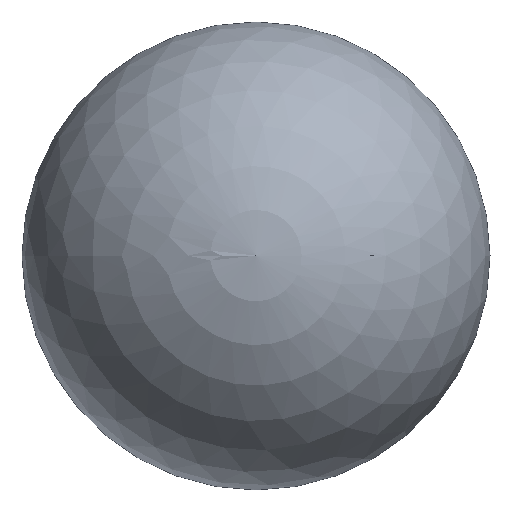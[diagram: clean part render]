
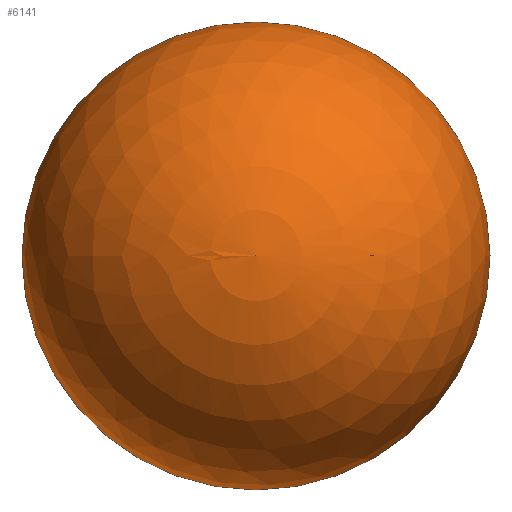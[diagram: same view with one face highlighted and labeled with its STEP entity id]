
A CAD part, top view. The second image highlights one B-rep face of the part: STEP entity #6141.
In plain terms, the highlighted spherical face has radius 500 mm.
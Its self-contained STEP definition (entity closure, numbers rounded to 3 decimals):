
#470 = EDGE_LOOP ( 'NONE', ( #8800 ) ) ;
#780 = EDGE_CURVE ( 'NONE', #4675, #4675, #6827, .T. ) ;
#2199 = SPHERICAL_SURFACE ( 'NONE', #4088, 500. ) ;
#2601 = CARTESIAN_POINT ( 'NONE',  ( 0., 0., 0. ) ) ;
#3325 = DIRECTION ( 'NONE',  ( 0., 0., 1. ) ) ;
#3356 = DIRECTION ( 'NONE',  ( -1., 0., 0. ) ) ;
#3547 = DIRECTION ( 'NONE',  ( -1., 0., 0. ) ) ;
#4088 = AXIS2_PLACEMENT_3D ( 'NONE', #2601, #3325, #3356 ) ;
#4675 = VERTEX_POINT ( 'NONE', #7157 ) ;
#6141 = ADVANCED_FACE ( 'NONE', ( #7441 ), #2199, .T. ) ;
#6256 = AXIS2_PLACEMENT_3D ( 'NONE', #7269, #8702, #3547 ) ;
#6827 = CIRCLE ( 'NONE', #6256, 500. ) ;
#7157 = CARTESIAN_POINT ( 'NONE',  ( -500., 0., 0. ) ) ;
#7269 = CARTESIAN_POINT ( 'NONE',  ( 0., 0., 0. ) ) ;
#7441 = FACE_OUTER_BOUND ( 'NONE', #470, .T. ) ;
#8702 = DIRECTION ( 'NONE',  ( 0., 0., -1. ) ) ;
#8800 = ORIENTED_EDGE ( 'NONE', *, *, #780, .F. ) ;
